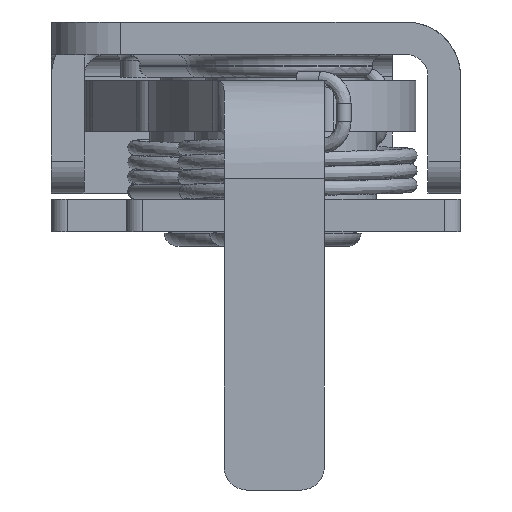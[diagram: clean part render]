
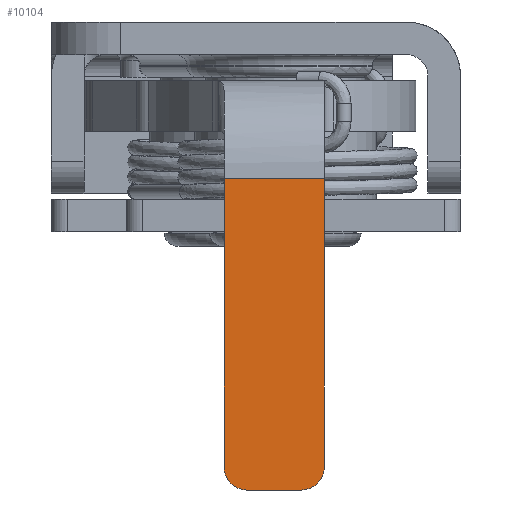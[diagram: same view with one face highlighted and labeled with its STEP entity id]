
A CAD part, left-side view. The second image highlights one B-rep face of the part: STEP entity #10104.
In plain terms, the highlighted face is planar.
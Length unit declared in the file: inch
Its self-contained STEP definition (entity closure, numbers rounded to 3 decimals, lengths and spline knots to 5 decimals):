
#398=CIRCLE('',#10956,0.0625);
#399=CIRCLE('',#10957,0.0625);
#959=PLANE('',#10955);
#1470=FACE_OUTER_BOUND('',#2059,.T.);
#2059=EDGE_LOOP('',(#9342,#9343,#9344,#9345,#9346,#9347));
#3094=LINE('',#17134,#4123);
#3096=LINE('',#17142,#4125);
#3101=LINE('',#17165,#4130);
#3102=LINE('',#17168,#4131);
#4123=VECTOR('',#13329,0.3937);
#4125=VECTOR('',#13337,0.3937);
#4130=VECTOR('',#13354,0.3937);
#4131=VECTOR('',#13357,0.3937);
#5185=VERTEX_POINT('',#17131);
#5186=VERTEX_POINT('',#17133);
#5189=VERTEX_POINT('',#17141);
#5196=VERTEX_POINT('',#17162);
#5197=VERTEX_POINT('',#17164);
#5198=VERTEX_POINT('',#17166);
#6578=EDGE_CURVE('',#5185,#5186,#3094,.T.);
#6582=EDGE_CURVE('',#5189,#5186,#3096,.T.);
#6591=EDGE_CURVE('',#5196,#5185,#398,.T.);
#6592=EDGE_CURVE('',#5197,#5196,#3101,.T.);
#6593=EDGE_CURVE('',#5198,#5197,#399,.T.);
#6594=EDGE_CURVE('',#5189,#5198,#3102,.T.);
#9342=ORIENTED_EDGE('',*,*,#6582,.T.);
#9343=ORIENTED_EDGE('',*,*,#6578,.F.);
#9344=ORIENTED_EDGE('',*,*,#6591,.F.);
#9345=ORIENTED_EDGE('',*,*,#6592,.F.);
#9346=ORIENTED_EDGE('',*,*,#6593,.F.);
#9347=ORIENTED_EDGE('',*,*,#6594,.F.);
#10104=ADVANCED_FACE('',(#1470),#959,.F.);
#10955=AXIS2_PLACEMENT_3D('',#17161,#13350,#13351);
#10956=AXIS2_PLACEMENT_3D('',#17163,#13352,#13353);
#10957=AXIS2_PLACEMENT_3D('',#17167,#13355,#13356);
#13329=DIRECTION('',(0.,0.,-1.));
#13337=DIRECTION('',(0.,1.,0.));
#13350=DIRECTION('center_axis',(-1.,0.,0.));
#13351=DIRECTION('ref_axis',(0.,0.,
1.));
#13352=DIRECTION('center_axis',(-1.,0.,0.));
#13353=DIRECTION('ref_axis',(0.,0.,
1.));
#13354=DIRECTION('',(0.,1.,0.));
#13355=DIRECTION('center_axis',(-1.,0.,0.));
#13356=DIRECTION('ref_axis',(0.,-1.,0.));
#13357=DIRECTION('',(0.,0.,1.));
#17131=CARTESIAN_POINT('',(0.6388,0.168,1.0621));
#17133=CARTESIAN_POINT('',(0.6388,0.168,0.2678));
#17134=CARTESIAN_POINT('',(0.6388,0.168,1.0621));
#17141=CARTESIAN_POINT('',(0.6388,-0.107,0.2678));
#17142=CARTESIAN_POINT('',(0.6388,0.022,0.2678));
#17161=CARTESIAN_POINT('Origin',(0.6388,0.04399,0.11247));
#17162=CARTESIAN_POINT('',(0.6388,0.1055,1.1246));
#17163=CARTESIAN_POINT('Origin',(0.6388,0.1055,1.0621));
#17164=CARTESIAN_POINT('',(0.6388,-0.0445,1.1246));
#17165=CARTESIAN_POINT('',(0.6388,-0.0445,1.1246));
#17166=CARTESIAN_POINT('',(0.6388,-0.107,1.0621));
#17167=CARTESIAN_POINT('Origin',(0.6388,-0.0445,1.0621));
#17168=CARTESIAN_POINT('',(0.6388,-0.107,0.06353));
